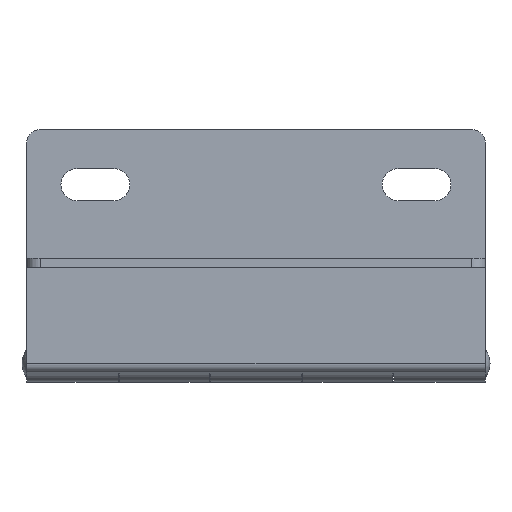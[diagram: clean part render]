
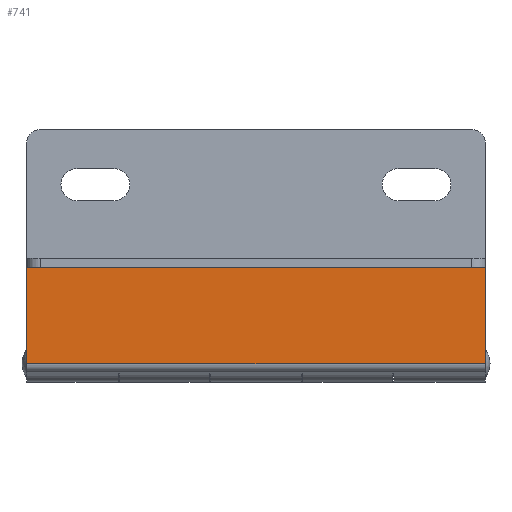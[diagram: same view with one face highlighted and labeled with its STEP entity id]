
A CAD part, left-side view. The second image highlights one B-rep face of the part: STEP entity #741.
In plain terms, the highlighted planar face has unit normal (-1, 0, 0).
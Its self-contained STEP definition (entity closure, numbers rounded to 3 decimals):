
#555 = VERTEX_POINT ( 'NONE', #1775 ) ;
#590 = VERTEX_POINT ( 'NONE', #1847 ) ;
#592 = EDGE_CURVE ( 'NONE', #593, #590, #1846, .T. ) ;
#593 = VERTEX_POINT ( 'NONE', #1842 ) ;
#606 = VERTEX_POINT ( 'NONE', #1881 ) ;
#608 = EDGE_CURVE ( 'NONE', #606, #555, #1880, .T. ) ;
#682 = EDGE_CURVE ( 'NONE', #606, #593, #1997, .T. ) ;
#741 = ADVANCED_FACE ( 'NONE', ( #2075 ), #2074, .F. ) ;
#742 = EDGE_LOOP ( 'NONE', ( #743, #744, #746, #747 ) ) ;
#743 = ORIENTED_EDGE ( 'NONE', *, *, #592, .T. ) ;
#744 = ORIENTED_EDGE ( 'NONE', *, *, #745, .F. ) ;
#745 = EDGE_CURVE ( 'NONE', #555, #590, #2073, .T. ) ;
#746 = ORIENTED_EDGE ( 'NONE', *, *, #608, .F. ) ;
#747 = ORIENTED_EDGE ( 'NONE', *, *, #682, .T. ) ;
#1775 = CARTESIAN_POINT ( 'NONE',  ( -22., 50., 21. ) ) ;
#1842 = CARTESIAN_POINT ( 'NONE',  ( -22., -50., 0. ) ) ;
#1843 = DIRECTION ( 'NONE',  ( 0., 0., 1. ) ) ;
#1844 = VECTOR ( 'NONE', #1843, 1000. ) ;
#1845 = CARTESIAN_POINT ( 'NONE',  ( -22., -50., 0. ) ) ;
#1846 = LINE ( 'NONE', #1845, #1844 ) ;
#1847 = CARTESIAN_POINT ( 'NONE',  ( -22., -50., 21. ) ) ;
#1877 = DIRECTION ( 'NONE',  ( 0., 0., 1. ) ) ;
#1878 = VECTOR ( 'NONE', #1877, 1000. ) ;
#1879 = CARTESIAN_POINT ( 'NONE',  ( -22., 50., 0. ) ) ;
#1880 = LINE ( 'NONE', #1879, #1878 ) ;
#1881 = CARTESIAN_POINT ( 'NONE',  ( -22., 50., 0. ) ) ;
#1989 = DIRECTION ( 'NONE',  ( 0., -1., 0. ) ) ;
#1990 = VECTOR ( 'NONE', #1989, 1000. ) ;
#1991 = CARTESIAN_POINT ( 'NONE',  ( -22., 50., 0. ) ) ;
#1997 = LINE ( 'NONE', #1991, #1990 ) ;
#2069 = DIRECTION ( 'NONE',  ( 0., 0., -1. ) ) ;
#2070 = DIRECTION ( 'NONE',  ( 1., 0., 0. ) ) ;
#2071 = CARTESIAN_POINT ( 'NONE',  ( -22., 50., 0. ) ) ;
#2072 = AXIS2_PLACEMENT_3D ( 'NONE', #2071, #2070, #2069 ) ;
#2073 = LINE ( 'NONE', #2133, #2132 ) ;
#2074 = PLANE ( 'NONE',  #2072 ) ;
#2075 = FACE_OUTER_BOUND ( 'NONE', #742, .T. ) ;
#2131 = DIRECTION ( 'NONE',  ( 0., -1., 0. ) ) ;
#2132 = VECTOR ( 'NONE', #2131, 1000. ) ;
#2133 = CARTESIAN_POINT ( 'NONE',  ( -22., 50., 21. ) ) ;
